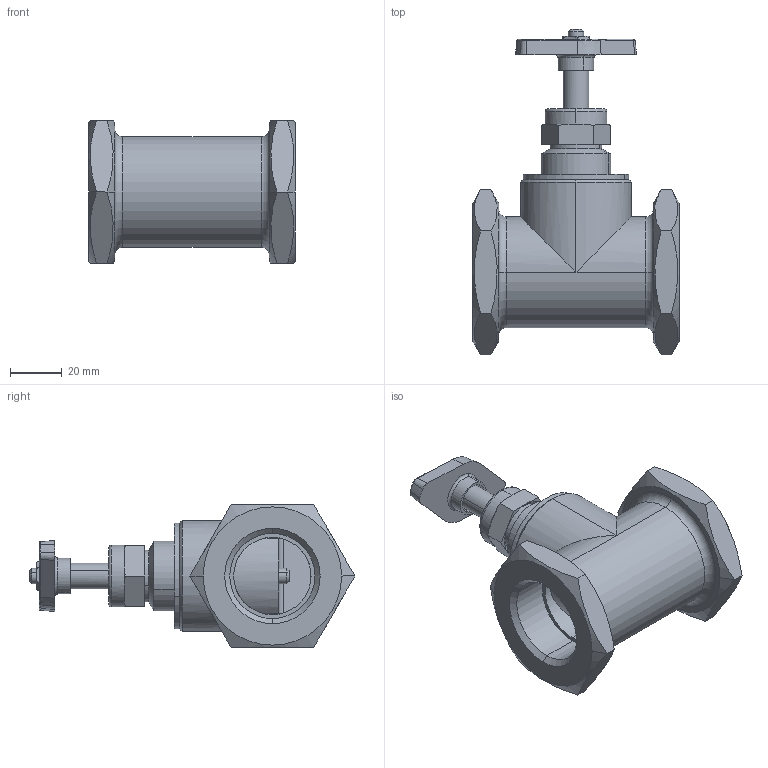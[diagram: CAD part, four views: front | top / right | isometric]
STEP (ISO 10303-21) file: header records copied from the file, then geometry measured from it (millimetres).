
FILE_DESCRIPTION (( 'STEP AP203' ), '1' );
FILE_NAME ('Gate Valve Assembled.STEP', '2025-05-07T18:35:49', ( '' ), ( '' ), 'SwSTEP 2.0', 'SolidWorks 2022', '' );
FILE_SCHEMA (( 'CONFIG_CONTROL_DESIGN' ));
Length unit declared in the file: millimetre
Products named in the file (10): 07_Body; 02_Flange; 05_Stem; 01_ Rubber Gasket; Gate Valve Assembled; 04_Gland Nut; 08_Bonnet; 03_Bush; hex thin nut chamfered gradeab_iso_ISO - 4035 - M6 - N; 06_Handle
Assembly tree (10 placements, depth 2):
  Gate Valve Assembled
    01_ Rubber Gasket
    02_Flange
    03_Bush
    04_Gland Nut
    05_Stem
    06_Handle
    07_Body
    08_Bonnet
    hex thin nut chamfered gradeab_iso_ISO - 4035 - M6 - N  x2
Bounding box: 80 x 126.32 x 55.43 mm (x, y, z)
Volume: 125234.3 mm3; surface area: 49761.7 mm2
Topology: 10 solids, 10 shells, 336 faces, 747 edges, 451 vertices
Faces by surface type: plane 115, cylinder 107, cone 85, torus 28, bspline 1
Entity records: 10226 total; most frequent: CARTESIAN_POINT 2163, DIRECTION 1588, ORIENTED_EDGE 1370, EDGE_CURVE 685, AXIS2_PLACEMENT_3D 658, VERTEX_POINT 417, EDGE_LOOP 346, CIRCLE 338
